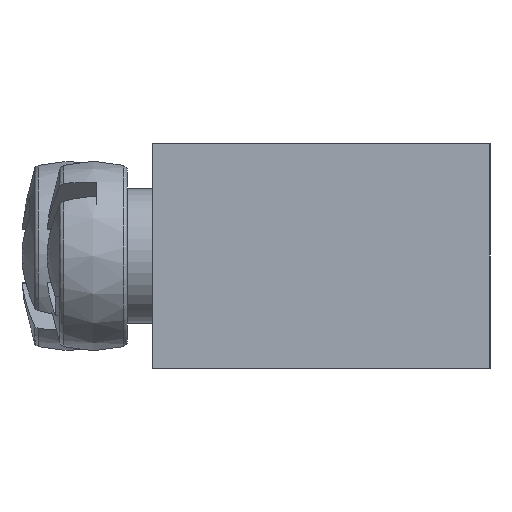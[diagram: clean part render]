
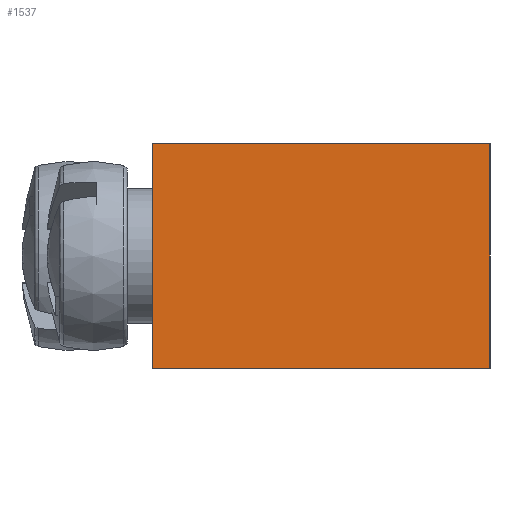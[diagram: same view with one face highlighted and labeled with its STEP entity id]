
A CAD part, left-side view. The second image highlights one B-rep face of the part: STEP entity #1537.
In plain terms, the highlighted planar face has unit normal (-1, 0, 0).
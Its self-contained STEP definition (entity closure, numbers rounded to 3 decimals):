
#87=LINE('',#2440,#121);
#89=LINE('',#2475,#123);
#94=LINE('',#2952,#128);
#95=LINE('',#2954,#129);
#121=VECTOR('',#1814,12.);
#123=VECTOR('',#1848,12.);
#128=VECTOR('',#2061,8.);
#129=VECTOR('',#2064,8.);
#156=PLANE('',#1703);
#493=FACE_OUTER_BOUND('',#684,.T.);
#684=EDGE_LOOP('',(#1230,#1231,#1232,#1233));
#766=VERTEX_POINT('',#2433);
#769=VERTEX_POINT('',#2438);
#785=VERTEX_POINT('',#2472);
#786=VERTEX_POINT('',#2474);
#908=EDGE_CURVE('',#769,#766,#87,.T.);
#924=EDGE_CURVE('',#785,#786,#89,.T.);
#990=EDGE_CURVE('',#786,#769,#94,.T.);
#991=EDGE_CURVE('',#766,#785,#95,.T.);
#1230=ORIENTED_EDGE('',*,*,#990,.F.);
#1231=ORIENTED_EDGE('',*,*,#924,.F.);
#1232=ORIENTED_EDGE('',*,*,#991,.F.);
#1233=ORIENTED_EDGE('',*,*,#908,.F.);
#1537=ADVANCED_FACE('',(#493),#156,.T.);
#1703=AXIS2_PLACEMENT_3D('',#2953,#2062,#2063);
#1814=DIRECTION('',(0.,1.,0.));
#1848=DIRECTION('',(0.,-1.,0.));
#2061=DIRECTION('',(0.,0.,-1.));
#2062=DIRECTION('center_axis',(-1.,0.,0.));
#2063=DIRECTION('ref_axis',(0.,-1.,0.));
#2064=DIRECTION('',(0.,0.,1.));
#2433=CARTESIAN_POINT('',(-59.5,6.,-4.));
#2438=CARTESIAN_POINT('',(-59.5,-6.,-4.));
#2440=CARTESIAN_POINT('',(-59.5,-6.,-4.));
#2472=CARTESIAN_POINT('',(-59.5,6.,4.));
#2474=CARTESIAN_POINT('',(-59.5,-6.,4.));
#2475=CARTESIAN_POINT('',(-59.5,-6.,4.));
#2952=CARTESIAN_POINT('',(-59.5,-6.,0.));
#2953=CARTESIAN_POINT('Origin',(-59.5,6.,0.));
#2954=CARTESIAN_POINT('',(-59.5,6.,0.));
